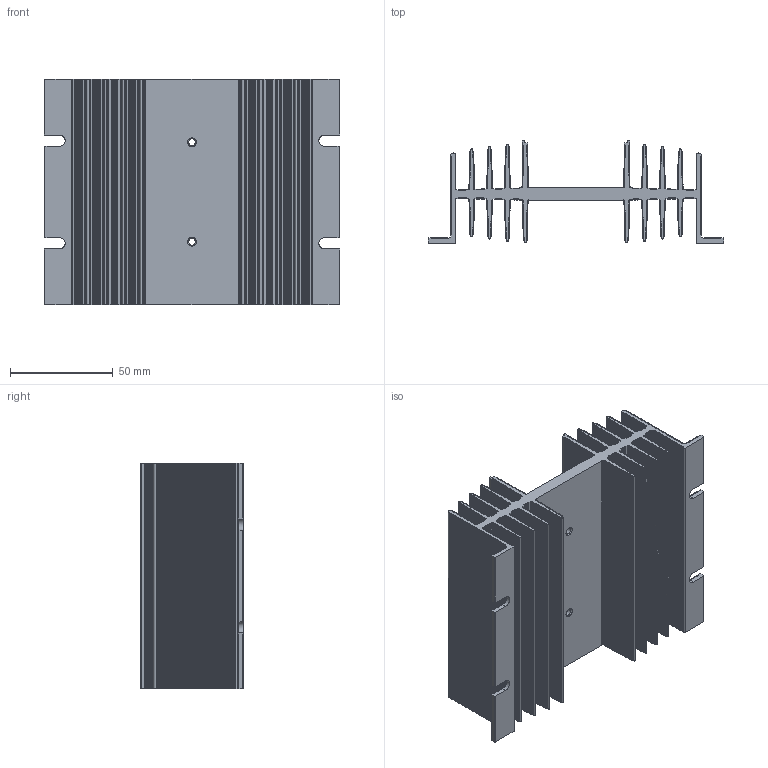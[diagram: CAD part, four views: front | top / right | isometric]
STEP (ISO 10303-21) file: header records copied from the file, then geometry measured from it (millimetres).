
FILE_DESCRIPTION (( 'STEP AP203' ), '1' );
FILE_NAME ('PTP062.STEP', '2020-12-17T08:44:53', ( 'Pavel' ), ( '' ), 'SwSTEP 2.0', 'SolidWorks 2016', '' );
FILE_SCHEMA (( 'CONFIG_CONTROL_DESIGN' ));
Products named in the file (2): PTP062
Bounding box: 144 x 50 x 110 mm (x, y, z)
Volume: 164775.8 mm3; surface area: 175647.6 mm2
Topology: 1 solids, 1 shells, 3758 faces, 11260 edges, 7504 vertices
Faces by surface type: cylinder 3614, plane 136, cone 8
Entity records: 131869 total; most frequent: DIRECTION 25688, CARTESIAN_POINT 23590, ORIENTED_EDGE 22520, EDGE_CURVE 11260, AXIS2_PLACEMENT_3D 10836, VERTEX_POINT 7504, CIRCLE 7076, LINE 4016
